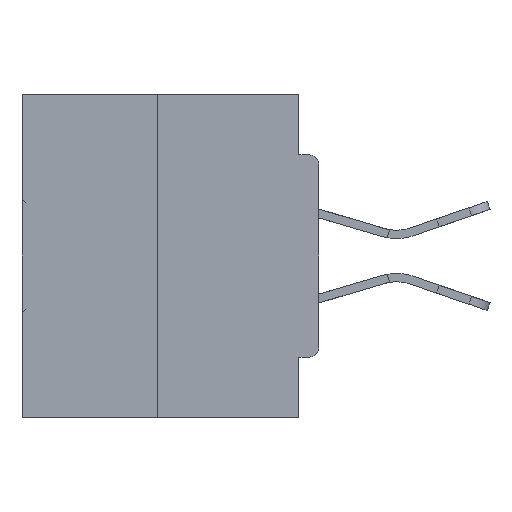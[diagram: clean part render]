
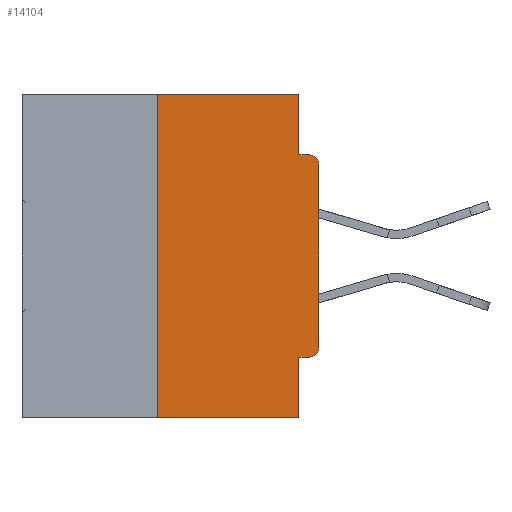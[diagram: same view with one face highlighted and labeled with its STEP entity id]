
A CAD part, left-side view. The second image highlights one B-rep face of the part: STEP entity #14104.
In plain terms, the highlighted planar face has unit normal (-1, 0, 0).
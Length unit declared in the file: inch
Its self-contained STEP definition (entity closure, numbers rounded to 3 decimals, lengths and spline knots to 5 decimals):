
#161 = VERTEX_POINT ( 'NONE', #45213 ) ;
#435 = ORIENTED_EDGE ( 'NONE', *, *, #19579, .T. ) ;
#1519 = ORIENTED_EDGE ( 'NONE', *, *, #44576, .F. ) ;
#1607 = ORIENTED_EDGE ( 'NONE', *, *, #10414, .T. ) ;
#1840 = CARTESIAN_POINT ( 'NONE',  ( 0., 0.25, 0. ) ) ;
#1853 = VERTEX_POINT ( 'NONE', #44489 ) ;
#2298 = LINE ( 'NONE', #8843, #22842 ) ;
#2663 = CARTESIAN_POINT ( 'NONE',  ( 0., 0., -0.0935 ) ) ;
#3180 = CARTESIAN_POINT ( 'NONE',  ( 0., 0., 0. ) ) ;
#3288 = CARTESIAN_POINT ( 'NONE',  ( 0., 0.031, -0.5 ) ) ;
#5013 = ORIENTED_EDGE ( 'NONE', *, *, #22680, .F. ) ;
#5231 = DIRECTION ( 'NONE',  ( 0., 0., -1. ) ) ;
#5333 = DIRECTION ( 'NONE',  ( -1., 0., 0. ) ) ;
#5793 = EDGE_CURVE ( 'NONE', #33986, #1853, #39200, .T. ) ;
#5829 = DIRECTION ( 'NONE',  ( 0., 1., 0. ) ) ;
#5886 = EDGE_CURVE ( 'NONE', #21979, #161, #2298, .T. ) ;
#6352 = CARTESIAN_POINT ( 'NONE',  ( 0., 0.031, -0.4065 ) ) ;
#6774 = CARTESIAN_POINT ( 'NONE',  ( 0., 0.015, -0.4065 ) ) ;
#8843 = CARTESIAN_POINT ( 'NONE',  ( 0., 0.46, 0. ) ) ;
#9200 = CIRCLE ( 'NONE', #43597, 0.015 ) ;
#10190 = VECTOR ( 'NONE', #28197, 39.37008 ) ;
#10414 = EDGE_CURVE ( 'NONE', #1853, #32179, #9200, .T. ) ;
#11389 = ORIENTED_EDGE ( 'NONE', *, *, #22006, .F. ) ;
#11604 = EDGE_LOOP ( 'NONE', ( #28018, #41760, #435, #44098, #5013, #31141, #38107, #1607, #11389, #1519 ) ) ;
#12355 = VECTOR ( 'NONE', #5231, 39.37008 ) ;
#12572 = CARTESIAN_POINT ( 'NONE',  ( 0., 0.015, -0.3915 ) ) ;
#12934 = LINE ( 'NONE', #37134, #12355 ) ;
#13241 = CARTESIAN_POINT ( 'NONE',  ( 0., 0.031, -0.5 ) ) ;
#14103 = LINE ( 'NONE', #2663, #40427 ) ;
#14104 = ADVANCED_FACE ( 'NONE', ( #17756 ), #44224, .F. ) ;
#14394 = VERTEX_POINT ( 'NONE', #31339 ) ;
#15029 = CARTESIAN_POINT ( 'NONE',  ( 0., 0.015, -0.0935 ) ) ;
#15310 = DIRECTION ( 'NONE',  ( 1., 0., 0. ) ) ;
#16118 = DIRECTION ( 'NONE',  ( -1., 0., 0. ) ) ;
#16253 = CARTESIAN_POINT ( 'NONE',  ( 0., 0., -0.3915 ) ) ;
#17756 = FACE_OUTER_BOUND ( 'NONE', #11604, .T. ) ;
#17792 = EDGE_CURVE ( 'NONE', #30982, #33986, #44877, .T. ) ;
#17994 = EDGE_CURVE ( 'NONE', #41932, #28614, #22422, .T. ) ;
#18539 = VECTOR ( 'NONE', #38552, 39.37008 ) ;
#19579 = EDGE_CURVE ( 'NONE', #14394, #28614, #23363, .T. ) ;
#21288 = LINE ( 'NONE', #1840, #18539 ) ;
#21425 = VERTEX_POINT ( 'NONE', #22227 ) ;
#21508 = AXIS2_PLACEMENT_3D ( 'NONE', #37251, #15310, #44065 ) ;
#21752 = VECTOR ( 'NONE', #28083, 39.37008 ) ;
#21979 = VERTEX_POINT ( 'NONE', #25426 ) ;
#22006 = EDGE_CURVE ( 'NONE', #21425, #32179, #14103, .T. ) ;
#22218 = EDGE_CURVE ( 'NONE', #14394, #21979, #21288, .T. ) ;
#22227 = CARTESIAN_POINT ( 'NONE',  ( 0., 0.031, -0.0935 ) ) ;
#22422 = LINE ( 'NONE', #3288, #10190 ) ;
#22680 = EDGE_CURVE ( 'NONE', #30982, #41932, #38758, .T. ) ;
#22842 = VECTOR ( 'NONE', #33785, 39.37008 ) ;
#23363 = LINE ( 'NONE', #30039, #23905 ) ;
#23905 = VECTOR ( 'NONE', #41373, 39.37008 ) ;
#25228 = VECTOR ( 'NONE', #5829, 39.37008 ) ;
#25426 = CARTESIAN_POINT ( 'NONE',  ( 0., 0.25, 0. ) ) ;
#26327 = DIRECTION ( 'NONE',  ( 0., 0., -1. ) ) ;
#27550 = DIRECTION ( 'NONE',  ( 0., -1., 0. ) ) ;
#28018 = ORIENTED_EDGE ( 'NONE', *, *, #5886, .F. ) ;
#28083 = DIRECTION ( 'NONE',  ( 0., 0., 1. ) ) ;
#28197 = DIRECTION ( 'NONE',  ( 0., 0., -1. ) ) ;
#28614 = VERTEX_POINT ( 'NONE', #13241 ) ;
#30039 = CARTESIAN_POINT ( 'NONE',  ( 0., 0.46, -0.5 ) ) ;
#30094 = CARTESIAN_POINT ( 'NONE',  ( 0., 0.015, -0.1085 ) ) ;
#30982 = VERTEX_POINT ( 'NONE', #6774 ) ;
#31141 = ORIENTED_EDGE ( 'NONE', *, *, #17792, .T. ) ;
#31339 = CARTESIAN_POINT ( 'NONE',  ( 0., 0.25, -0.5 ) ) ;
#32179 = VERTEX_POINT ( 'NONE', #15029 ) ;
#33785 = DIRECTION ( 'NONE',  ( 0., -1., 0. ) ) ;
#33986 = VERTEX_POINT ( 'NONE', #16253 ) ;
#37134 = CARTESIAN_POINT ( 'NONE',  ( 0., 0.031, 0. ) ) ;
#37251 = CARTESIAN_POINT ( 'NONE',  ( 0., 0.46, 0. ) ) ;
#38107 = ORIENTED_EDGE ( 'NONE', *, *, #5793, .T. ) ;
#38552 = DIRECTION ( 'NONE',  ( 0., 0., 1. ) ) ;
#38758 = LINE ( 'NONE', #41610, #25228 ) ;
#39200 = LINE ( 'NONE', #3180, #21752 ) ;
#40427 = VECTOR ( 'NONE', #27550, 39.37008 ) ;
#41182 = DIRECTION ( 'NONE',  ( 0., 0., -1. ) ) ;
#41373 = DIRECTION ( 'NONE',  ( 0., -1., 0. ) ) ;
#41610 = CARTESIAN_POINT ( 'NONE',  ( 0., 0., -0.4065 ) ) ;
#41760 = ORIENTED_EDGE ( 'NONE', *, *, #22218, .F. ) ;
#41932 = VERTEX_POINT ( 'NONE', #6352 ) ;
#43597 = AXIS2_PLACEMENT_3D ( 'NONE', #30094, #5333, #26327 ) ;
#44065 = DIRECTION ( 'NONE',  ( 0., 0., -1. ) ) ;
#44098 = ORIENTED_EDGE ( 'NONE', *, *, #17994, .F. ) ;
#44224 = PLANE ( 'NONE',  #21508 ) ;
#44489 = CARTESIAN_POINT ( 'NONE',  ( 0., 0., -0.1085 ) ) ;
#44576 = EDGE_CURVE ( 'NONE', #161, #21425, #12934, .T. ) ;
#44877 = CIRCLE ( 'NONE', #46240, 0.015 ) ;
#45213 = CARTESIAN_POINT ( 'NONE',  ( 0., 0.031, 0. ) ) ;
#46240 = AXIS2_PLACEMENT_3D ( 'NONE', #12572, #16118, #41182 ) ;
